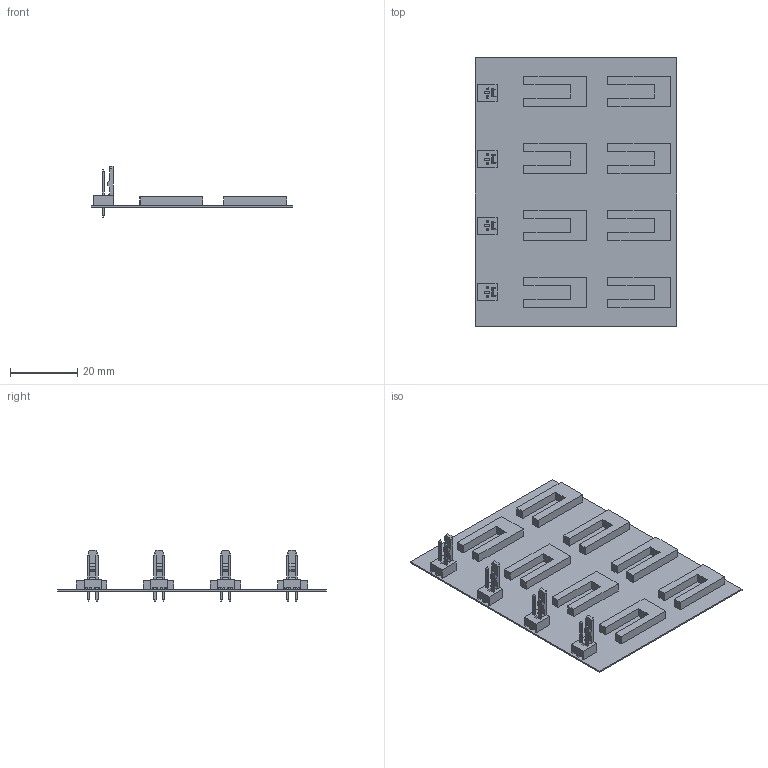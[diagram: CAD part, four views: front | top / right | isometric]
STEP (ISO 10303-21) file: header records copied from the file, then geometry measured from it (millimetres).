
FILE_DESCRIPTION(('Open CASCADE Model'),'2;1');
FILE_NAME('Open CASCADE Shape Model','2019-05-17T11:43:46',('Author'),( 'Open CASCADE'),'Open CASCADE STEP processor 6.8','Open CASCADE 6.8' ,'Unknown');
FILE_SCHEMA(('AUTOMOTIVE_DESIGN { 1 0 10303 214 1 1 1 1 }'));
Length unit declared in the file: millimetre
Products named in the file (1): PCB
Bounding box: 60 x 80 x 15.26 mm (x, y, z)
Volume: 4388.7 mm3; surface area: 14382.6 mm2
Topology: 9 solids, 157 shells, 370 faces, 1240 edges, 1040 vertices
Faces by surface type: plane 358, cylinder 12
Full cylindrical faces by diameter (mm): 1.2 x8
Entity records: 14618 total; most frequent: CARTESIAN_POINT 2651, DIRECTION 2006, ORIENTED_EDGE 1840, EDGE_CURVE 1240, LINE 1216, VECTOR 1216, VERTEX_POINT 1040, FACE_BOUND 410
